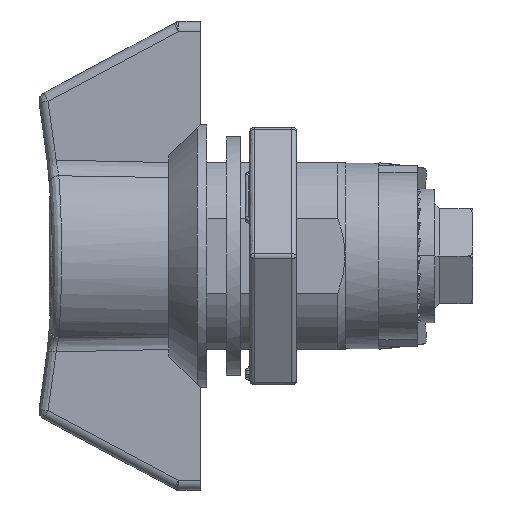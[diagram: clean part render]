
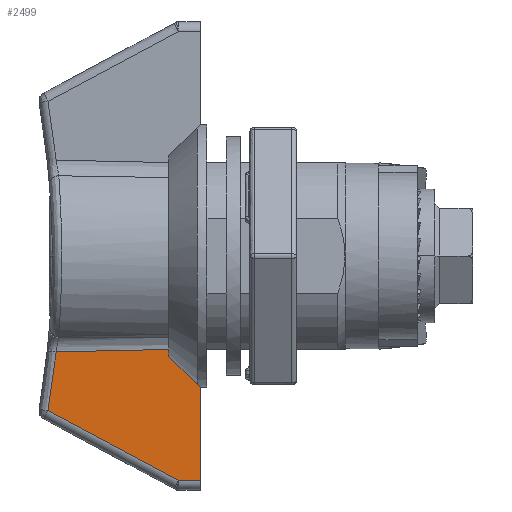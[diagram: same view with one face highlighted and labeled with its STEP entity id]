
A CAD part, left-side view. The second image highlights one B-rep face of the part: STEP entity #2499.
In plain terms, the highlighted free-form (B-spline) face has degree [1, 1] with [2, 2] control points.
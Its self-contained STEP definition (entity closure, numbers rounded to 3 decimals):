
#966 = EDGE_CURVE('',#967,#969,#971,.T.);
#967 = VERTEX_POINT('',#968);
#968 = CARTESIAN_POINT('',(-6.063,15.18,
    -19.456));
#969 = VERTEX_POINT('',#970);
#970 = CARTESIAN_POINT('',(-6.122,14.148,
    -12.046));
#971 = B_SPLINE_CURVE_WITH_KNOTS('',3,(#972,#973,#974,#975),
  .UNSPECIFIED.,.F.,.F.,(4,4),(0.,1.),.PIECEWISE_BEZIER_KNOTS.);
#972 = CARTESIAN_POINT('',(-6.063,15.18,
    -19.456));
#973 = CARTESIAN_POINT('',(-6.087,14.755,
    -16.994));
#974 = CARTESIAN_POINT('',(-6.107,14.411,
    -14.524));
#975 = CARTESIAN_POINT('',(-6.122,14.148,
    -12.046));
#2499 = ADVANCED_FACE('',(#2500),#2552,.F.);
#2500 = FACE_BOUND('',#2501,.F.);
#2501 = EDGE_LOOP('',(#2502,#2511,#2518,#2525,#2534,#2541,#2551));
#2502 = ORIENTED_EDGE('',*,*,#2503,.T.);
#2503 = EDGE_CURVE('',#967,#2504,#2506,.T.);
#2504 = VERTEX_POINT('',#2505);
#2505 = CARTESIAN_POINT('',(-7.007,-1.192,
    -28.206));
#2506 = B_SPLINE_CURVE_WITH_KNOTS('',3,(#2507,#2508,#2509,#2510),
  .UNSPECIFIED.,.F.,.F.,(4,4),(-1.,0.),.PIECEWISE_BEZIER_KNOTS.);
#2507 = CARTESIAN_POINT('',(-6.063,15.18,
    -19.456));
#2508 = CARTESIAN_POINT('',(-6.377,9.722,
    -22.373));
#2509 = CARTESIAN_POINT('',(-6.692,4.265,
    -25.29));
#2510 = CARTESIAN_POINT('',(-7.007,-1.192,
    -28.206));
#2511 = ORIENTED_EDGE('',*,*,#2512,.T.);
#2512 = EDGE_CURVE('',#2504,#2513,#2515,.T.);
#2513 = VERTEX_POINT('',#2514);
#2514 = CARTESIAN_POINT('',(-7.166,-3.961,
    -28.206));
#2515 = B_SPLINE_CURVE_WITH_KNOTS('',1,(#2516,#2517),.UNSPECIFIED.,.F.,
  .F.,(2,2),(-1.,0.),.PIECEWISE_BEZIER_KNOTS.);
#2516 = CARTESIAN_POINT('',(-7.007,-1.192,
    -28.206));
#2517 = CARTESIAN_POINT('',(-7.166,-3.961,
    -28.206));
#2518 = ORIENTED_EDGE('',*,*,#2519,.T.);
#2519 = EDGE_CURVE('',#2513,#2520,#2522,.T.);
#2520 = VERTEX_POINT('',#2521);
#2521 = CARTESIAN_POINT('',(-7.166,-3.961,
    -16.564));
#2522 = B_SPLINE_CURVE_WITH_KNOTS('',1,(#2523,#2524),.UNSPECIFIED.,.F.,
  .F.,(2,2),(0.,1.),.PIECEWISE_BEZIER_KNOTS.);
#2523 = CARTESIAN_POINT('',(-7.166,-3.961,
    -28.206));
#2524 = CARTESIAN_POINT('',(-7.166,-3.961,
    -16.564));
#2525 = ORIENTED_EDGE('',*,*,#2526,.T.);
#2526 = EDGE_CURVE('',#2520,#2527,#2529,.T.);
#2527 = VERTEX_POINT('',#2528);
#2528 = CARTESIAN_POINT('',(-6.938,0.,
    -12.603));
#2529 = B_SPLINE_CURVE_WITH_KNOTS('',3,(#2530,#2531,#2532,#2533),
  .UNSPECIFIED.,.F.,.F.,(4,4),(0.,1.),.PIECEWISE_BEZIER_KNOTS.);
#2530 = CARTESIAN_POINT('',(-7.166,-3.961,
    -16.564));
#2531 = CARTESIAN_POINT('',(-7.09,-2.641,
    -15.244));
#2532 = CARTESIAN_POINT('',(-7.014,-1.32,
    -13.923));
#2533 = CARTESIAN_POINT('',(-6.938,0.,
    -12.603));
#2534 = ORIENTED_EDGE('',*,*,#2535,.T.);
#2535 = EDGE_CURVE('',#2527,#2536,#2538,.T.);
#2536 = VERTEX_POINT('',#2537);
#2537 = CARTESIAN_POINT('',(-6.938,0.,
    -11.743));
#2538 = B_SPLINE_CURVE_WITH_KNOTS('',1,(#2539,#2540),.UNSPECIFIED.,.F.,
  .F.,(2,2),(0.,1.),.PIECEWISE_BEZIER_KNOTS.);
#2539 = CARTESIAN_POINT('',(-6.938,0.,
    -12.603));
#2540 = CARTESIAN_POINT('',(-6.938,0.,
    -11.743));
#2541 = ORIENTED_EDGE('',*,*,#2542,.T.);
#2542 = EDGE_CURVE('',#2536,#969,#2543,.T.);
#2543 = B_SPLINE_CURVE_WITH_KNOTS('',6,(#2544,#2545,#2546,#2547,#2548,
    #2549,#2550),.UNSPECIFIED.,.F.,.F.,(7,7),(0.,1.),
  .PIECEWISE_BEZIER_KNOTS.);
#2544 = CARTESIAN_POINT('',(-6.938,0.,
    -11.743));
#2545 = CARTESIAN_POINT('',(-6.802,2.358,
    -11.798));
#2546 = CARTESIAN_POINT('',(-6.666,4.716,
    -11.852));
#2547 = CARTESIAN_POINT('',(-6.53,7.074,
    -11.903));
#2548 = CARTESIAN_POINT('',(-6.394,9.432,
    -11.953));
#2549 = CARTESIAN_POINT('',(-6.258,11.79,
    -12.001));
#2550 = CARTESIAN_POINT('',(-6.122,14.148,
    -12.046));
#2551 = ORIENTED_EDGE('',*,*,#966,.F.);
#2552 = B_SPLINE_SURFACE_WITH_KNOTS('',1,1,(
    (#2553,#2554)
    ,(#2555,#2556
    )),.UNSPECIFIED.,.F.,.F.,.F.,(2,2),(2,2),(0.,1.),(0.,1.),
  .PIECEWISE_BEZIER_KNOTS.);
#2553 = CARTESIAN_POINT('',(-7.166,-3.961,
    -28.206));
#2554 = CARTESIAN_POINT('',(-6.056,15.294,
    -28.206));
#2555 = CARTESIAN_POINT('',(-7.166,-3.961,
    -11.644));
#2556 = CARTESIAN_POINT('',(-6.056,15.294,
    -11.644));
